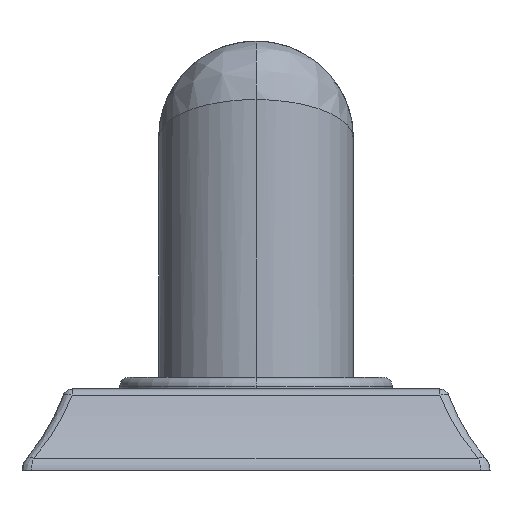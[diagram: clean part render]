
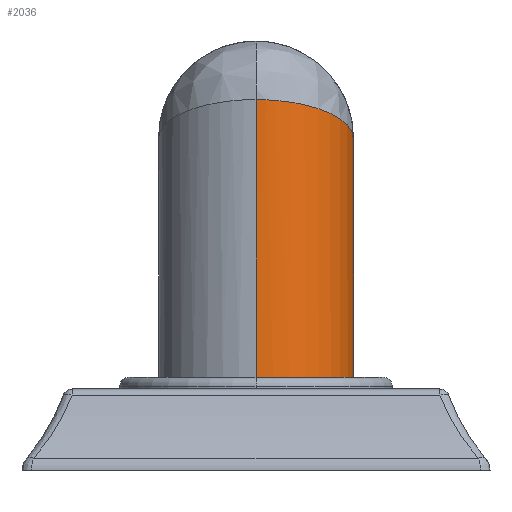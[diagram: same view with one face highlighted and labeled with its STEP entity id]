
A CAD part, left-side view. The second image highlights one B-rep face of the part: STEP entity #2036.
In plain terms, the highlighted cylindrical face has radius 15.875 mm (diameter 31.75 mm), a partial arc.
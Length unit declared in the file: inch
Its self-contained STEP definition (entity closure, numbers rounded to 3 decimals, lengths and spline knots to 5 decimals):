
#348=CARTESIAN_POINT('',(0.,0.,0.6));
#349=DIRECTION('',(0.,0.,-1.));
#350=DIRECTION('',(1.,0.,0.));
#351=AXIS2_PLACEMENT_3D('',#348,#349,#350);
#368=CARTESIAN_POINT('',(0.,-0.625,2.13));
#369=CARTESIAN_POINT('',(-0.02287,-0.625,
2.13923));
#370=CARTESIAN_POINT('',(-0.06859,-0.62249,
2.15743));
#371=CARTESIAN_POINT('',(-0.13611,-0.61127,
2.18443));
#372=CARTESIAN_POINT('',(-0.20178,-0.59283,
2.21072));
#373=CARTESIAN_POINT('',(-0.2647,-0.56752,
2.23588));
#374=CARTESIAN_POINT('',(-0.32409,-0.53581,
2.25963));
#375=CARTESIAN_POINT('',(-0.37928,-0.49824,
2.28171));
#376=CARTESIAN_POINT('',(-0.42969,-0.45545,
2.30188));
#377=CARTESIAN_POINT('',(-0.4749,-0.40806,
2.31995));
#378=CARTESIAN_POINT('',(-0.51455,-0.35673,
2.33582));
#379=CARTESIAN_POINT('',(-0.54838,-0.3021,
2.34936));
#380=CARTESIAN_POINT('',(-0.57624,-0.24477,
2.36049));
#381=CARTESIAN_POINT('',(-0.59799,-0.18535,
2.3692));
#382=CARTESIAN_POINT('',(-0.61357,-0.12439,
2.37543));
#383=CARTESIAN_POINT('',(-0.62292,-0.06243,
2.37916));
#384=CARTESIAN_POINT('',(-0.625,-0.02079,
2.38));
#385=CARTESIAN_POINT('',(-0.625,0.,2.38));
#387=CARTESIAN_POINT('',(0.,-0.625,2.13));
#388=CARTESIAN_POINT('',(0.0261,-0.625,
2.10131));
#389=CARTESIAN_POINT('',(0.07775,-0.62176,
2.04454));
#390=CARTESIAN_POINT('',(0.15368,-0.60742,
1.96107));
#391=CARTESIAN_POINT('',(0.22571,-0.58441,
1.8819));
#392=CARTESIAN_POINT('',(0.29251,-0.55389,
1.80848));
#393=CARTESIAN_POINT('',(0.35306,-0.51727,
1.74191));
#394=CARTESIAN_POINT('',(0.40685,-0.47599,
1.68279));
#395=CARTESIAN_POINT('',(0.45373,-0.43137,
1.63126));
#396=CARTESIAN_POINT('',(0.49388,-0.38459,
1.58712));
#397=CARTESIAN_POINT('',(0.52768,-0.33656,
1.54998));
#398=CARTESIAN_POINT('',(0.5556,-0.28798,
1.51929));
#399=CARTESIAN_POINT('',(0.57817,-0.2393,
1.49447));
#400=CARTESIAN_POINT('',(0.59589,-0.19077,
1.47499));
#401=CARTESIAN_POINT('',(0.60918,-0.14259,
1.46039));
#402=CARTESIAN_POINT('',(0.61842,-0.09467,
1.45024));
#403=CARTESIAN_POINT('',(0.62383,-0.04709,
1.44429));
#404=CARTESIAN_POINT('',(0.625,-0.01561,
1.443));
#405=CARTESIAN_POINT('',(0.625,0.,
1.443));
#407=DIRECTION('',(0.,0.,-1.));
#408=VECTOR('',#407,0.843);
#409=CARTESIAN_POINT('',(0.625,0.,
1.443));
#410=LINE('',#409,#408);
#411=CARTESIAN_POINT('',(0.625,0.,
1.443));
#450=DIRECTION('',(0.,0.,-1.));
#451=VECTOR('',#450,1.78);
#452=CARTESIAN_POINT('',(-0.625,0.,2.38));
#453=LINE('',#452,#451);
#459=CARTESIAN_POINT('',(0.,-0.625,2.13));
#1222=CARTESIAN_POINT('',(-0.625,0.,2.38));
#1224=VERTEX_POINT('',#1222);
#1230=VERTEX_POINT('',#411);
#1233=VERTEX_POINT('',#459);
#1234=CARTESIAN_POINT('',(0.625,0.,0.6));
#1235=CARTESIAN_POINT('',(-0.625,0.,0.6));
#1236=VERTEX_POINT('',#1234);
#1237=VERTEX_POINT('',#1235);
#2020=CARTESIAN_POINT('',(0.,0.,2.13));
#2021=DIRECTION('',(0.,0.,-1.));
#2022=DIRECTION('',(1.,0.,0.));
#2023=AXIS2_PLACEMENT_3D('',#2020,#2021,#2022);
#2024=CYLINDRICAL_SURFACE('',#2023,0.625);
#2025=ORIENTED_EDGE('',*,*,#2001,.T.);
#2027=ORIENTED_EDGE('',*,*,#2026,.F.);
#2029=ORIENTED_EDGE('',*,*,#2028,.F.);
#2031=ORIENTED_EDGE('',*,*,#2030,.T.);
#2033=ORIENTED_EDGE('',*,*,#2032,.T.);
#2034=EDGE_LOOP('',(#2025,#2027,#2029,#2031,#2033));
#2035=FACE_OUTER_BOUND('',#2034,.F.);
#2036=ADVANCED_FACE('',(#2035),#2024,.T.);
#352=CIRCLE('',#351,0.625);
#386=B_SPLINE_CURVE_WITH_KNOTS('',3,(#368,#369,#370,#371,#372,#373,#374,#375,
#376,#377,#378,#379,#380,#381,#382,#383,#384,#385),.UNSPECIFIED.,.F.,.F.,(4,1,1,
1,1,1,1,1,1,1,1,1,1,1,1,4),(0.,0.06667,0.13333,0.2,
0.26667,0.33333,0.4,0.46667,0.53333,
0.6,0.66667,0.73333,0.8,0.86667,
0.93333,1.),.UNSPECIFIED.);
#406=B_SPLINE_CURVE_WITH_KNOTS('',3,(#387,#388,#389,#390,#391,#392,#393,#394,
#395,#396,#397,#398,#399,#400,#401,#402,#403,#404,#405),.UNSPECIFIED.,.F.,.F.,
(4,1,1,1,1,1,1,1,1,1,1,1,1,1,1,1,4),(0.,0.0625,0.125,0.1875,0.25,
0.3125,0.375,0.4375,0.5,0.5625,0.625,0.6875,0.75,0.8125,
0.875,0.9375,1.),.UNSPECIFIED.);
#2001=EDGE_CURVE('',#1236,#1237,#352,.T.);
#2026=EDGE_CURVE('',#1224,#1237,#453,.T.);
#2028=EDGE_CURVE('',#1233,#1224,#386,.T.);
#2030=EDGE_CURVE('',#1233,#1230,#406,.T.);
#2032=EDGE_CURVE('',#1230,#1236,#410,.T.);
